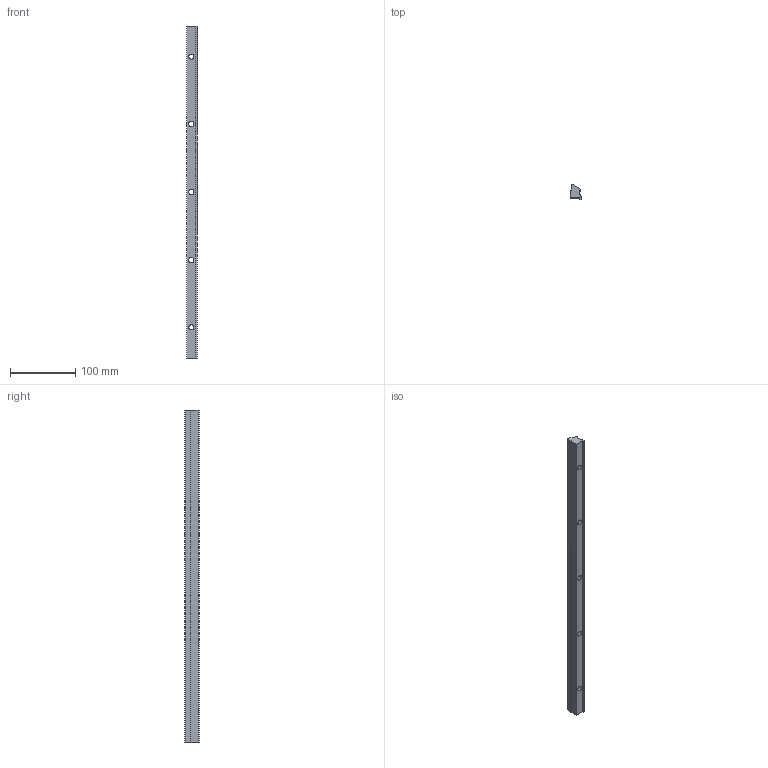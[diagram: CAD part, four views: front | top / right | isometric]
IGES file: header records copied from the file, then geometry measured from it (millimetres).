
Start section: SolidWorks IGES file using analytic representation for surfaces
Global section: file name: Jeanne TMA 2 IGS.IGS; native system: SolidWorks 2022; preprocessor: SolidWorks 2022; author: hugst; date: 230125.171328; units: millimetre
Bounding box: 16 x 22.78 x 509 mm (x, y, z)
Surface area: 38945.6 mm2 (no closed solid volume)
Topology: 0 solids, 0 shells, 22 faces, 578 edges, 578 vertices
Faces by surface type: revolution 12, bspline 10
